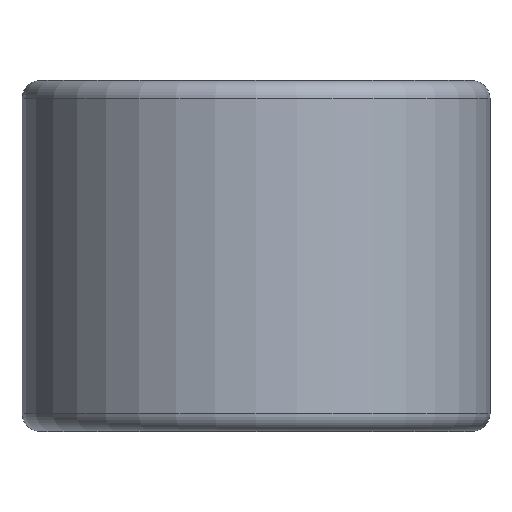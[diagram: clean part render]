
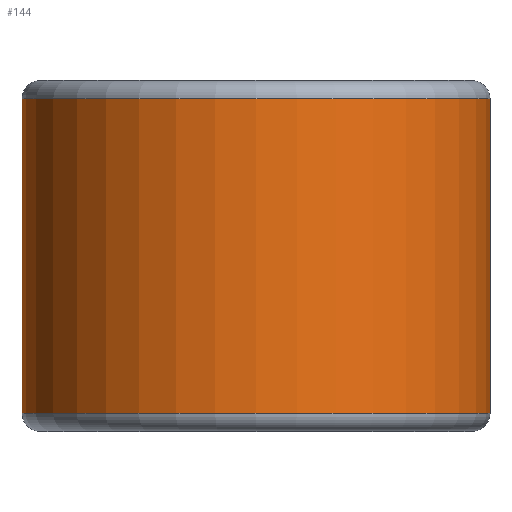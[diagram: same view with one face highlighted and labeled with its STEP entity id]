
A CAD part, front view. The second image highlights one B-rep face of the part: STEP entity #144.
In plain terms, the highlighted cylindrical face has radius 6.35 mm (diameter 12.7 mm), a full revolution.
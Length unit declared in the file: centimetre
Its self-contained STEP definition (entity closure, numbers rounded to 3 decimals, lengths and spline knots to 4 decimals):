
#106=CYLINDRICAL_SURFACE('',#151,0.635);
#108=VERTEX_POINT('',#175);
#109=VERTEX_POINT('',#178);
#112=CIRCLE('',#150,0.635);
#113=CIRCLE('',#152,0.635);
#116=EDGE_CURVE('',#108,#108,#112,.T.);
#117=EDGE_CURVE('',#109,#109,#113,.T.);
#121=ORIENTED_EDGE('',*,*,#117,.F.);
#122=ORIENTED_EDGE('',*,*,#116,.F.);
#129=EDGE_LOOP('',(#121));
#130=EDGE_LOOP('',(#122));
#137=FACE_BOUND('',#129,.T.);
#138=FACE_BOUND('',#130,.T.);
#144=ADVANCED_FACE('',(#137,#138),#106,.T.);
#150=AXIS2_PLACEMENT_3D('',#174,#160,#161);
#151=AXIS2_PLACEMENT_3D('',#176,#162,#163);
#152=AXIS2_PLACEMENT_3D('',#177,#164,#165);
#160=DIRECTION('',(0.,0.,-1.));
#161=DIRECTION('',(-0.635,0.,0.));
#162=DIRECTION('',(0.,0.,1.));
#163=DIRECTION('',(0.635,0.,0.));
#164=DIRECTION('',(0.,0.,1.));
#165=DIRECTION('',(-0.635,0.,0.));
#174=CARTESIAN_POINT('',(0.,0.,-0.4263));
#175=CARTESIAN_POINT('',(0.635,0.,-0.4263));
#176=CARTESIAN_POINT('',(0.,0.,-0.4763));
#177=CARTESIAN_POINT('',(0.,0.,0.4263));
#178=CARTESIAN_POINT('',(0.635,0.,0.4263));
